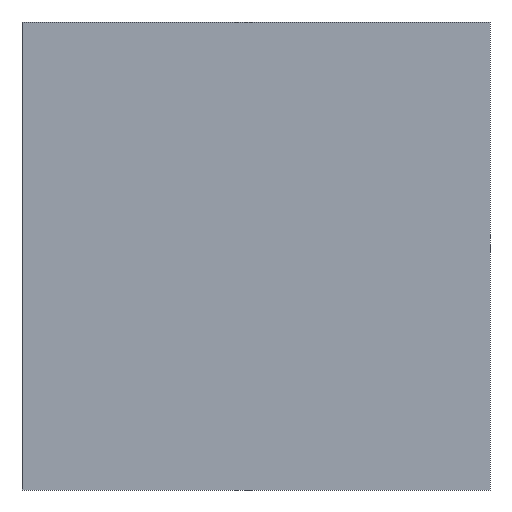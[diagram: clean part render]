
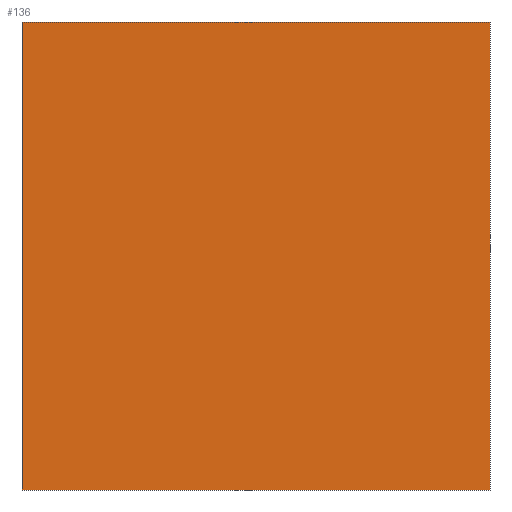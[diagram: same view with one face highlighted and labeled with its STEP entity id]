
A CAD part, front view. The second image highlights one B-rep face of the part: STEP entity #136.
In plain terms, the highlighted planar face has unit normal (0, -1, 0).
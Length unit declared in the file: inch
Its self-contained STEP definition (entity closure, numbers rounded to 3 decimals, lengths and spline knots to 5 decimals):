
#3 = VECTOR ( 'NONE', #86, 39.37008 ) ;
#7 = VERTEX_POINT ( 'NONE', #114 ) ;
#10 = VERTEX_POINT ( 'NONE', #113 ) ;
#24 = ORIENTED_EDGE ( 'NONE', *, *, #129, .F. ) ;
#27 = VERTEX_POINT ( 'NONE', #109 ) ;
#47 = CARTESIAN_POINT ( 'NONE',  ( 0., 0., -0.25 ) ) ;
#60 = DIRECTION ( 'NONE',  ( 0., 0., -1. ) ) ;
#61 = CARTESIAN_POINT ( 'NONE',  ( 0.25, 0., -0.25 ) ) ;
#62 = LINE ( 'NONE', #61, #207 ) ;
#67 = DIRECTION ( 'NONE',  ( 0., 0., -1. ) ) ;
#68 = DIRECTION ( 'NONE',  ( 0., -1., 0. ) ) ;
#69 = CARTESIAN_POINT ( 'NONE',  ( 0., 0., 0. ) ) ;
#70 = PLANE ( 'NONE',  #201 ) ;
#86 = DIRECTION ( 'NONE',  ( -1., 0., 0. ) ) ;
#87 = CARTESIAN_POINT ( 'NONE',  ( 0., 0., -0.25 ) ) ;
#88 = LINE ( 'NONE', #87, #3 ) ;
#89 = DIRECTION ( 'NONE',  ( 1., 0., 0. ) ) ;
#90 = CARTESIAN_POINT ( 'NONE',  ( 0.25, 0., 0. ) ) ;
#91 = LINE ( 'NONE', #90, #158 ) ;
#98 = DIRECTION ( 'NONE',  ( 0., 0., 1. ) ) ;
#99 = CARTESIAN_POINT ( 'NONE',  ( 0., 0., 0. ) ) ;
#100 = LINE ( 'NONE', #99, #155 ) ;
#109 = CARTESIAN_POINT ( 'NONE',  ( 0.25, 0., -0.25 ) ) ;
#113 = CARTESIAN_POINT ( 'NONE',  ( 0.25, 0., 0. ) ) ;
#114 = CARTESIAN_POINT ( 'NONE',  ( 0., 0., 0. ) ) ;
#115 = ORIENTED_EDGE ( 'NONE', *, *, #126, .F. ) ;
#117 = ORIENTED_EDGE ( 'NONE', *, *, #138, .F. ) ;
#126 = EDGE_CURVE ( 'NONE', #177, #7, #100, .T. ) ;
#129 = EDGE_CURVE ( 'NONE', #7, #10, #91, .T. ) ;
#130 = EDGE_CURVE ( 'NONE', #27, #177, #88, .T. ) ;
#136 = ADVANCED_FACE ( 'NONE', ( #199 ), #70, .T. ) ;
#138 = EDGE_CURVE ( 'NONE', #10, #27, #62, .T. ) ;
#155 = VECTOR ( 'NONE', #98, 39.37008 ) ;
#158 = VECTOR ( 'NONE', #89, 39.37008 ) ;
#159 = EDGE_LOOP ( 'NONE', ( #24, #115, #170, #117 ) ) ;
#170 = ORIENTED_EDGE ( 'NONE', *, *, #130, .F. ) ;
#177 = VERTEX_POINT ( 'NONE', #47 ) ;
#199 = FACE_OUTER_BOUND ( 'NONE', #159, .T. ) ;
#201 = AXIS2_PLACEMENT_3D ( 'NONE', #69, #68, #67 ) ;
#207 = VECTOR ( 'NONE', #60, 39.37008 ) ;
